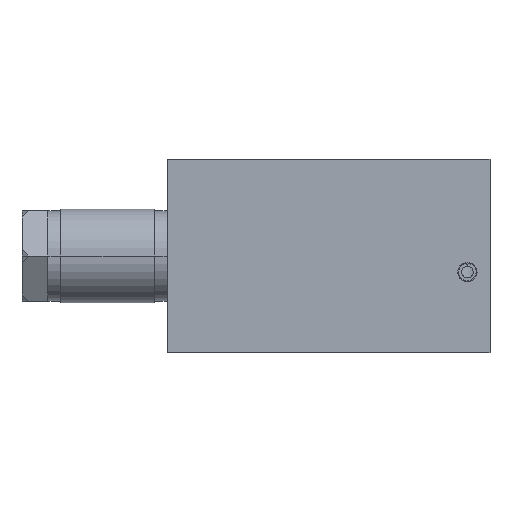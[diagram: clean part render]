
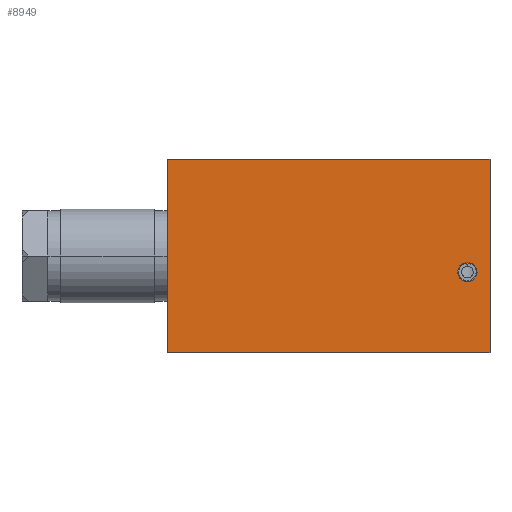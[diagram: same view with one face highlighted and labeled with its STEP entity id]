
A CAD part, front view. The second image highlights one B-rep face of the part: STEP entity #8949.
In plain terms, the highlighted planar face has unit normal (0, -1, 0).
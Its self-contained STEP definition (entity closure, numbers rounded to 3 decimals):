
#54 = DIRECTION ( 'NONE',  ( -1., 0., 0. ) ) ;
#217 = DIRECTION ( 'NONE',  ( 0., 1., 0. ) ) ;
#252 = ORIENTED_EDGE ( 'NONE', *, *, #6385, .F. ) ;
#355 = FACE_BOUND ( 'NONE', #6761, .T. ) ;
#464 = AXIS2_PLACEMENT_3D ( 'NONE', #4132, #3754, #9975 ) ;
#638 = VECTOR ( 'NONE', #4330, 1000. ) ;
#891 = DIRECTION ( 'NONE',  ( 0., 0., 1. ) ) ;
#1478 = CARTESIAN_POINT ( 'NONE',  ( 25., 0., -15. ) ) ;
#1652 = DIRECTION ( 'NONE',  ( 0., -1., 0. ) ) ;
#1684 = CARTESIAN_POINT ( 'NONE',  ( 21.5, 0., -2.5 ) ) ;
#1773 = VERTEX_POINT ( 'NONE', #11414 ) ;
#2109 = VERTEX_POINT ( 'NONE', #5881 ) ;
#2146 = AXIS2_PLACEMENT_3D ( 'NONE', #10092, #217, #891 ) ;
#2151 = ORIENTED_EDGE ( 'NONE', *, *, #4870, .F. ) ;
#2271 = LINE ( 'NONE', #7019, #9219 ) ;
#2758 = VECTOR ( 'NONE', #10980, 1000. ) ;
#3529 = CARTESIAN_POINT ( 'NONE',  ( 25., 0., 15. ) ) ;
#3701 = ORIENTED_EDGE ( 'NONE', *, *, #4372, .F. ) ;
#3754 = DIRECTION ( 'NONE',  ( 0., -1., 0. ) ) ;
#3889 = LINE ( 'NONE', #3529, #2758 ) ;
#4011 = DIRECTION ( 'NONE',  ( 0., 0., -1. ) ) ;
#4132 = CARTESIAN_POINT ( 'NONE',  ( 21.5, 0., -2.5 ) ) ;
#4330 = DIRECTION ( 'NONE',  ( 0., 0., 1. ) ) ;
#4357 = EDGE_LOOP ( 'NONE', ( #10301, #252, #2151, #3701 ) ) ;
#4372 = EDGE_CURVE ( 'NONE', #1773, #2109, #3889, .T. ) ;
#4552 = VERTEX_POINT ( 'NONE', #10014 ) ;
#4776 = FACE_OUTER_BOUND ( 'NONE', #4357, .T. ) ;
#4870 = EDGE_CURVE ( 'NONE', #2109, #7828, #2271, .T. ) ;
#5024 = CIRCLE ( 'NONE', #464, 1.5 ) ;
#5093 = CARTESIAN_POINT ( 'NONE',  ( 25., 0., -15. ) ) ;
#5881 = CARTESIAN_POINT ( 'NONE',  ( 25., 0., 15. ) ) ;
#6069 = AXIS2_PLACEMENT_3D ( 'NONE', #1684, #1652, #6339 ) ;
#6209 = ORIENTED_EDGE ( 'NONE', *, *, #9754, .F. ) ;
#6316 = LINE ( 'NONE', #1478, #8686 ) ;
#6339 = DIRECTION ( 'NONE',  ( 0., 0., -1. ) ) ;
#6385 = EDGE_CURVE ( 'NONE', #7828, #4552, #6316, .T. ) ;
#6530 = LINE ( 'NONE', #6568, #638 ) ;
#6568 = CARTESIAN_POINT ( 'NONE',  ( -25., 0., 15. ) ) ;
#6761 = EDGE_LOOP ( 'NONE', ( #6209, #6979 ) ) ;
#6979 = ORIENTED_EDGE ( 'NONE', *, *, #9109, .F. ) ;
#7019 = CARTESIAN_POINT ( 'NONE',  ( 25., 0., 15. ) ) ;
#7127 = CIRCLE ( 'NONE', #6069, 1.5 ) ;
#7434 = CARTESIAN_POINT ( 'NONE',  ( 21.5, 0., -4. ) ) ;
#7828 = VERTEX_POINT ( 'NONE', #5093 ) ;
#8207 = PLANE ( 'NONE',  #2146 ) ;
#8601 = EDGE_CURVE ( 'NONE', #4552, #1773, #6530, .T. ) ;
#8686 = VECTOR ( 'NONE', #54, 1000. ) ;
#8826 = VERTEX_POINT ( 'NONE', #7434 ) ;
#8949 = ADVANCED_FACE ( 'NONE', ( #355, #4776 ), #8207, .F. ) ;
#9082 = VERTEX_POINT ( 'NONE', #10046 ) ;
#9109 = EDGE_CURVE ( 'NONE', #9082, #8826, #7127, .T. ) ;
#9219 = VECTOR ( 'NONE', #4011, 1000. ) ;
#9754 = EDGE_CURVE ( 'NONE', #8826, #9082, #5024, .T. ) ;
#9975 = DIRECTION ( 'NONE',  ( 0., 0., -1. ) ) ;
#10014 = CARTESIAN_POINT ( 'NONE',  ( -25., 0., -15. ) ) ;
#10046 = CARTESIAN_POINT ( 'NONE',  ( 21.5, 0., -1. ) ) ;
#10092 = CARTESIAN_POINT ( 'NONE',  ( 0., 0., 0. ) ) ;
#10301 = ORIENTED_EDGE ( 'NONE', *, *, #8601, .F. ) ;
#10980 = DIRECTION ( 'NONE',  ( 1., 0., 0. ) ) ;
#11414 = CARTESIAN_POINT ( 'NONE',  ( -25., 0., 15. ) ) ;
